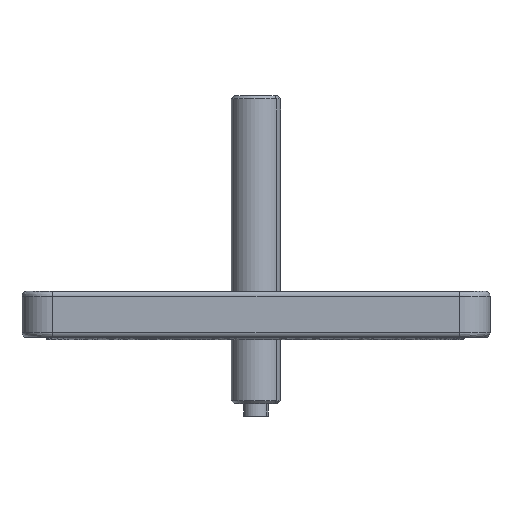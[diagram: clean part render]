
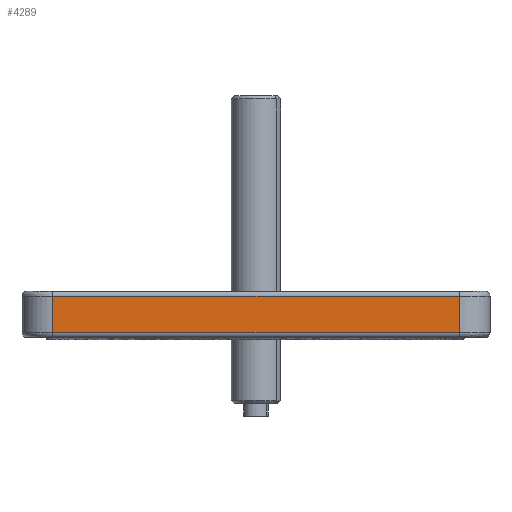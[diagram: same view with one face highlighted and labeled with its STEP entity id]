
A CAD part, front view. The second image highlights one B-rep face of the part: STEP entity #4289.
In plain terms, the highlighted planar face has unit normal (0, -1, 0).
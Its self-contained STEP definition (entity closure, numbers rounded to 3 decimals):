
#166 = FACE_OUTER_BOUND ( 'NONE', #12969, .T. ) ;
#374 = CARTESIAN_POINT ( 'NONE',  ( 26.567, -30.984, -2.95 ) ) ;
#2045 = CARTESIAN_POINT ( 'NONE',  ( -39.433, -30.984, 3.75 ) ) ;
#2046 = DIRECTION ( 'NONE',  ( 0., 0., -1. ) ) ;
#2114 = VERTEX_POINT ( 'NONE', #4378 ) ;
#3176 = LINE ( 'NONE', #10723, #13684 ) ;
#4289 = ADVANCED_FACE ( 'NONE', ( #166 ), #11359, .F. ) ;
#4378 = CARTESIAN_POINT ( 'NONE',  ( -39.433, -30.984, -2.95 ) ) ;
#4778 = CARTESIAN_POINT ( 'NONE',  ( 26.567, -30.984, 2.95 ) ) ;
#4793 = DIRECTION ( 'NONE',  ( 1., 0., 0. ) ) ;
#5088 = CARTESIAN_POINT ( 'NONE',  ( 31.567, -30.984, 3.75 ) ) ;
#5115 = EDGE_CURVE ( 'NONE', #11393, #6858, #11141, .T. ) ;
#6471 = ORIENTED_EDGE ( 'NONE', *, *, #13534, .F. ) ;
#6858 = VERTEX_POINT ( 'NONE', #4778 ) ;
#7655 = LINE ( 'NONE', #13925, #13073 ) ;
#7771 = ORIENTED_EDGE ( 'NONE', *, *, #8670, .F. ) ;
#7818 = VECTOR ( 'NONE', #9360, 1000. ) ;
#8001 = LINE ( 'NONE', #2045, #7818 ) ;
#8162 = EDGE_CURVE ( 'NONE', #12273, #2114, #7655, .T. ) ;
#8232 = CARTESIAN_POINT ( 'NONE',  ( -39.433, -30.984, 2.95 ) ) ;
#8491 = VECTOR ( 'NONE', #4793, 1000. ) ;
#8601 = ORIENTED_EDGE ( 'NONE', *, *, #5115, .F. ) ;
#8670 = EDGE_CURVE ( 'NONE', #2114, #11393, #8001, .T. ) ;
#8700 = ORIENTED_EDGE ( 'NONE', *, *, #8162, .F. ) ;
#8865 = DIRECTION ( 'NONE',  ( 0., 1., 0. ) ) ;
#9360 = DIRECTION ( 'NONE',  ( 0., 0., 1. ) ) ;
#9982 = DIRECTION ( 'NONE',  ( 1., 0., 0. ) ) ;
#10723 = CARTESIAN_POINT ( 'NONE',  ( 26.567, -30.984, 3.75 ) ) ;
#11141 = LINE ( 'NONE', #13639, #8491 ) ;
#11359 = PLANE ( 'NONE',  #15626 ) ;
#11393 = VERTEX_POINT ( 'NONE', #8232 ) ;
#12273 = VERTEX_POINT ( 'NONE', #374 ) ;
#12969 = EDGE_LOOP ( 'NONE', ( #8700, #6471, #8601, #7771 ) ) ;
#13073 = VECTOR ( 'NONE', #13605, 1000. ) ;
#13534 = EDGE_CURVE ( 'NONE', #6858, #12273, #3176, .T. ) ;
#13605 = DIRECTION ( 'NONE',  ( -1., 0., 0. ) ) ;
#13639 = CARTESIAN_POINT ( 'NONE',  ( -6.433, -30.984, 2.95 ) ) ;
#13684 = VECTOR ( 'NONE', #2046, 1000. ) ;
#13925 = CARTESIAN_POINT ( 'NONE',  ( 31.567, -30.984, -2.95 ) ) ;
#15626 = AXIS2_PLACEMENT_3D ( 'NONE', #5088, #8865, #9982 ) ;
